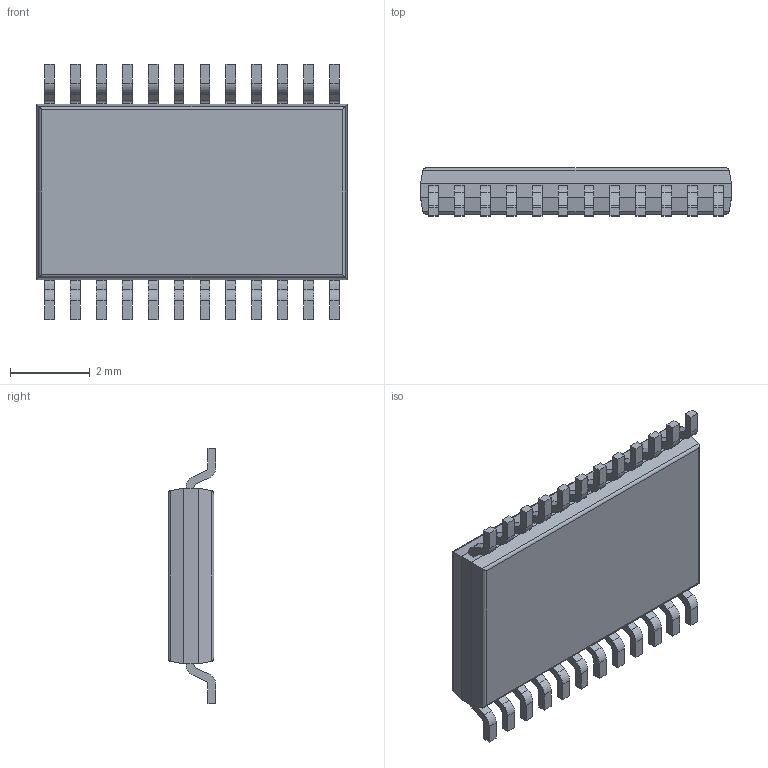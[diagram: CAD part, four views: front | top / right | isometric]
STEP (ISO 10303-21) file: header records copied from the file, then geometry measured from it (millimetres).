
FILE_DESCRIPTION (( 'STEP AP214' ), '1' );
FILE_NAME ( 'SOP24P65_780X640X120L62X24.step', '2019-11-15T18:05:58', ( '' ), ( '' ), 'Part was generated with the free Library Expert Lite available at www.PCBLibraries.com. Removing line will violate the End User License Agreement.', '©2017 PCB Libraries, Inc.', '' );
FILE_SCHEMA (( 'AUTOMOTIVE_DESIGN' ));
Length unit declared in the file: millimetre
Products named in the file (1): SOP24P65_780X640X120L62X24
Bounding box: 7.8 x 1.2 x 6.4 mm (x, y, z)
Volume: 40.3 mm3; surface area: 122.4 mm2
Topology: 25 solids, 25 shells, 361 faces, 914 edges, 604 vertices
Faces by surface type: plane 255, cylinder 106
Entity records: 12117 total; most frequent: CARTESIAN_POINT 1904, ORIENTED_EDGE 1828, DIRECTION 1826, EDGE_CURVE 914, VECTOR 710, LINE 710, VERTEX_POINT 604, AXIS2_PLACEMENT_3D 558
